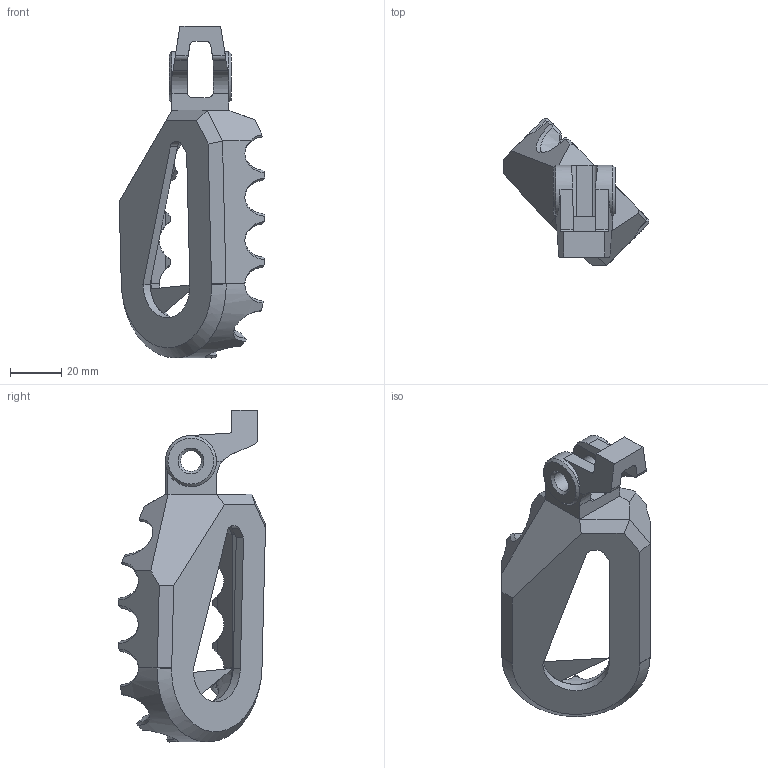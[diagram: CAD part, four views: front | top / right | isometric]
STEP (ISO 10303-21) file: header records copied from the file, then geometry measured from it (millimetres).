
FILE_DESCRIPTION(/* description */ (''),/* implementation_level */ '2;1');
FILE_NAME(/* name */ 'pedal-left.stp',/* time_stamp */ '2024-03-25T23:46:03+08:00',/* author */ ('nicx5'),/* organization */ (''),/* preprocessor_version */ 'ST-DEVELOPER v19.2',/* originating_system */ 'Autodesk Inventor 2024',/* authorisation */ '');
FILE_SCHEMA (('AUTOMOTIVE_DESIGN { 1 0 10303 214 3 1 1 }'));
Length unit declared in the file: millimetre
Products named in the file (1): pedal-left
Bounding box: 56.99 x 57.57 x 130 mm (x, y, z)
Volume: 61172.6 mm3; surface area: 20390.5 mm2
Topology: 1 solids, 1 shells, 396 faces, 1090 edges, 700 vertices
Faces by surface type: bspline 213, plane 144, cylinder 24, cone 15
Full cylindrical faces by diameter (mm): 8.1 x2
Entity records: 16649 total; most frequent: CARTESIAN_POINT 8298, ORIENTED_EDGE 2180, EDGE_CURVE 1090, DIRECTION 955, VERTEX_POINT 700, B_SPLINE_CURVE_WITH_KNOTS 577, LINE 429, VECTOR 429
